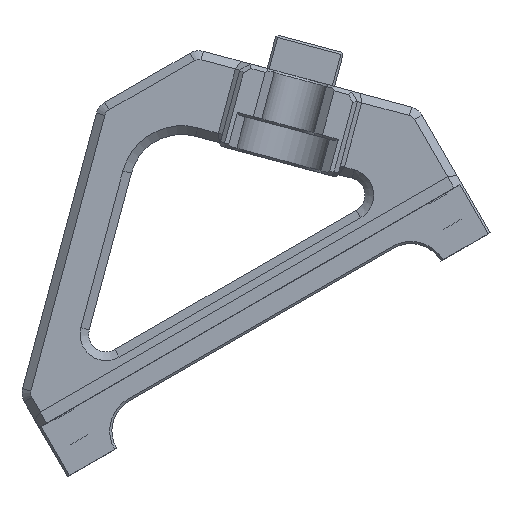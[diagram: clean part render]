
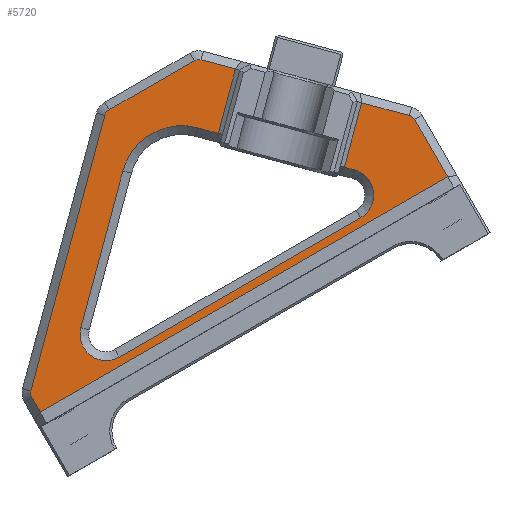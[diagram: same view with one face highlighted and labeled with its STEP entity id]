
A CAD part, left-side view. The second image highlights one B-rep face of the part: STEP entity #5720.
In plain terms, the highlighted face is planar.
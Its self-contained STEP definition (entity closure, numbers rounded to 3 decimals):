
#135=CIRCLE('',#6009,1.);
#138=CIRCLE('',#6015,1.);
#139=CIRCLE('',#6025,3.);
#141=CIRCLE('',#6029,3.);
#143=CIRCLE('',#6033,7.);
#145=CIRCLE('',#6042,1.);
#147=CIRCLE('',#6046,1.);
#370=FACE_OUTER_BOUND('',#706,.T.);
#706=EDGE_LOOP('',(#4187,#4188,#4189,#4190,#4191,#4192,#4193,#4194,#4195,
#4196,#4197,#4198,#4199,#4200,#4201,#4202,#4203,#4204,#4205,#4206));
#1030=LINE('',#8270,#1732);
#1036=LINE('',#8286,#1738);
#1042=LINE('',#8301,#1744);
#1064=LINE('',#8348,#1766);
#1068=LINE('',#8360,#1770);
#1072=LINE('',#8372,#1774);
#1076=LINE('',#8384,#1778);
#1081=LINE('',#8394,#1783);
#1092=LINE('',#8417,#1794);
#1096=LINE('',#8429,#1798);
#1100=LINE('',#8439,#1802);
#1153=LINE('',#8582,#1855);
#1154=LINE('',#8584,#1856);
#1732=VECTOR('',#6594,1000.);
#1738=VECTOR('',#6608,1000.);
#1744=VECTOR('',#6624,1000.);
#1766=VECTOR('',#6660,1000.);
#1770=VECTOR('',#6672,1000.);
#1774=VECTOR('',#6684,1000.);
#1778=VECTOR('',#6696,1000.);
#1783=VECTOR('',#6705,1000.);
#1794=VECTOR('',#6722,1000.);
#1798=VECTOR('',#6734,1000.);
#1802=VECTOR('',#6746,1000.);
#1855=VECTOR('',#6879,1000.);
#1856=VECTOR('',#6882,1000.);
#2414=VERTEX_POINT('',#8259);
#2418=VERTEX_POINT('',#8268);
#2419=VERTEX_POINT('',#8273);
#2421=VERTEX_POINT('',#8279);
#2424=VERTEX_POINT('',#8284);
#2428=VERTEX_POINT('',#8295);
#2442=VERTEX_POINT('',#8337);
#2446=VERTEX_POINT('',#8346);
#2448=VERTEX_POINT('',#8352);
#2450=VERTEX_POINT('',#8358);
#2452=VERTEX_POINT('',#8364);
#2454=VERTEX_POINT('',#8370);
#2456=VERTEX_POINT('',#8376);
#2458=VERTEX_POINT('',#8382);
#2461=VERTEX_POINT('',#8393);
#2466=VERTEX_POINT('',#8406);
#2470=VERTEX_POINT('',#8415);
#2472=VERTEX_POINT('',#8421);
#2474=VERTEX_POINT('',#8427);
#2476=VERTEX_POINT('',#8433);
#2952=EDGE_CURVE('',#2414,#2418,#1030,.T.);
#2955=EDGE_CURVE('',#2418,#2419,#135,.F.);
#2960=EDGE_CURVE('',#2421,#2424,#1036,.T.);
#2966=EDGE_CURVE('',#2428,#2421,#138,.F.);
#2968=EDGE_CURVE('',#2424,#2414,#1042,.T.);
#2990=EDGE_CURVE('',#2442,#2446,#1064,.T.);
#2993=EDGE_CURVE('',#2446,#2448,#139,.T.);
#2996=EDGE_CURVE('',#2448,#2450,#1068,.T.);
#2999=EDGE_CURVE('',#2450,#2452,#141,.T.);
#3002=EDGE_CURVE('',#2452,#2454,#1072,.T.);
#3005=EDGE_CURVE('',#2454,#2456,#143,.T.);
#3008=EDGE_CURVE('',#2456,#2458,#1076,.T.);
#3013=EDGE_CURVE('',#2419,#2461,#1081,.T.);
#3024=EDGE_CURVE('',#2466,#2470,#1092,.T.);
#3027=EDGE_CURVE('',#2470,#2472,#145,.F.);
#3030=EDGE_CURVE('',#2472,#2474,#1096,.T.);
#3033=EDGE_CURVE('',#2474,#2476,#147,.F.);
#3036=EDGE_CURVE('',#2476,#2428,#1100,.T.);
#3107=EDGE_CURVE('',#2461,#2442,#1153,.F.);
#3108=EDGE_CURVE('',#2458,#2466,#1154,.F.);
#4187=ORIENTED_EDGE('',*,*,#2955,.T.);
#4188=ORIENTED_EDGE('',*,*,#3013,.T.);
#4189=ORIENTED_EDGE('',*,*,#3107,.T.);
#4190=ORIENTED_EDGE('',*,*,#2990,.T.);
#4191=ORIENTED_EDGE('',*,*,#2993,.T.);
#4192=ORIENTED_EDGE('',*,*,#2996,.T.);
#4193=ORIENTED_EDGE('',*,*,#2999,.T.);
#4194=ORIENTED_EDGE('',*,*,#3002,.T.);
#4195=ORIENTED_EDGE('',*,*,#3005,.T.);
#4196=ORIENTED_EDGE('',*,*,#3008,.T.);
#4197=ORIENTED_EDGE('',*,*,#3108,.T.);
#4198=ORIENTED_EDGE('',*,*,#3024,.T.);
#4199=ORIENTED_EDGE('',*,*,#3027,.T.);
#4200=ORIENTED_EDGE('',*,*,#3030,.T.);
#4201=ORIENTED_EDGE('',*,*,#3033,.T.);
#4202=ORIENTED_EDGE('',*,*,#3036,.T.);
#4203=ORIENTED_EDGE('',*,*,#2966,.T.);
#4204=ORIENTED_EDGE('',*,*,#2960,.T.);
#4205=ORIENTED_EDGE('',*,*,#2968,.T.);
#4206=ORIENTED_EDGE('',*,*,#2952,.T.);
#5440=PLANE('',#6127);
#5720=ADVANCED_FACE('',(#370),#5440,.F.);
#6009=AXIS2_PLACEMENT_3D('',#8276,#6599,#6600);
#6015=AXIS2_PLACEMENT_3D('',#8298,#6619,#6620);
#6025=AXIS2_PLACEMENT_3D('',#8354,#6665,#6666);
#6029=AXIS2_PLACEMENT_3D('',#8366,#6677,#6678);
#6033=AXIS2_PLACEMENT_3D('',#8378,#6689,#6690);
#6042=AXIS2_PLACEMENT_3D('',#8423,#6727,#6728);
#6046=AXIS2_PLACEMENT_3D('',#8435,#6739,#6740);
#6127=AXIS2_PLACEMENT_3D('',#8698,#7006,#7007);
#6594=DIRECTION('',(0.,0.,1.));
#6599=DIRECTION('center_axis',(0.,1.,0.));
#6600=DIRECTION('ref_axis',(0.,0.,1.));
#6608=DIRECTION('',(0.,0.,-1.));
#6619=DIRECTION('center_axis',(0.,1.,0.));
#6620=DIRECTION('ref_axis',(0.,0.,1.));
#6624=DIRECTION('',(1.,0.,0.));
#6660=DIRECTION('',(0.707,0.,-0.707));
#6665=DIRECTION('center_axis',(0.,1.,0.));
#6666=DIRECTION('ref_axis',(0.,0.,1.));
#6672=DIRECTION('',(-1.,0.,0.));
#6677=DIRECTION('center_axis',(0.,1.,0.));
#6678=DIRECTION('ref_axis',(0.,0.,1.));
#6684=DIRECTION('',(0.707,0.,0.707));
#6689=DIRECTION('center_axis',(0.,1.,0.));
#6690=DIRECTION('ref_axis',(0.,0.,1.));
#6696=DIRECTION('',(0.707,0.,-0.707));
#6705=DIRECTION('',(-0.707,0.,0.707));
#6722=DIRECTION('',(-0.707,0.,0.707));
#6727=DIRECTION('center_axis',(0.,1.,0.));
#6728=DIRECTION('ref_axis',(0.,0.,1.));
#6734=DIRECTION('',(-1.,0.,0.));
#6739=DIRECTION('center_axis',(0.,1.,0.));
#6740=DIRECTION('ref_axis',(0.,0.,1.));
#6746=DIRECTION('',(-0.707,0.,-0.707));
#6879=DIRECTION('',(0.707,0.,0.707));
#6882=DIRECTION('',(-0.707,0.,-0.707));
#7006=DIRECTION('center_axis',(0.,1.,0.));
#7007=DIRECTION('ref_axis',(0.,0.,1.));
#8259=CARTESIAN_POINT('',(51.75,8.75,8.));
#8268=CARTESIAN_POINT('',(51.75,8.75,15.578));
#8270=CARTESIAN_POINT('',(51.75,8.75,0.));
#8273=CARTESIAN_POINT('',(51.457,8.75,16.286));
#8276=CARTESIAN_POINT('Origin',(50.75,8.75,15.578));
#8279=CARTESIAN_POINT('',(-2.25,8.75,9.922));
#8284=CARTESIAN_POINT('',(-2.25,8.75,8.));
#8286=CARTESIAN_POINT('',(-2.25,8.75,0.));
#8295=CARTESIAN_POINT('',(-1.957,8.75,10.629));
#8298=CARTESIAN_POINT('Origin',(-1.25,8.75,9.922));
#8301=CARTESIAN_POINT('',(0.,8.75,8.));
#8337=CARTESIAN_POINT('',(42.04,8.75,14.874));
#8346=CARTESIAN_POINT('',(42.871,8.75,14.043));
#8348=CARTESIAN_POINT('',(42.871,8.75,14.043));
#8352=CARTESIAN_POINT('',(40.75,8.75,8.922));
#8354=CARTESIAN_POINT('Origin',(40.75,8.75,11.922));
#8358=CARTESIAN_POINT('',(8.75,8.75,8.922));
#8360=CARTESIAN_POINT('',(8.75,8.75,8.922));
#8364=CARTESIAN_POINT('',(6.629,8.75,14.043));
#8366=CARTESIAN_POINT('Origin',(8.75,8.75,11.922));
#8370=CARTESIAN_POINT('',(19.8,8.75,27.214));
#8372=CARTESIAN_POINT('',(19.8,8.75,27.214));
#8376=CARTESIAN_POINT('',(29.7,8.75,27.214));
#8378=CARTESIAN_POINT('Origin',(24.75,8.75,22.265));
#8382=CARTESIAN_POINT('',(31.433,8.75,25.481));
#8384=CARTESIAN_POINT('',(31.433,8.75,25.481));
#8393=CARTESIAN_POINT('',(47.454,8.75,20.289));
#8394=CARTESIAN_POINT('',(47.454,8.75,20.289));
#8406=CARTESIAN_POINT('',(36.847,8.75,30.895));
#8415=CARTESIAN_POINT('',(33.958,8.75,33.784));
#8417=CARTESIAN_POINT('',(33.958,8.75,33.784));
#8421=CARTESIAN_POINT('',(33.251,8.75,34.077));
#8423=CARTESIAN_POINT('Origin',(33.251,8.75,33.077));
#8427=CARTESIAN_POINT('',(21.906,8.75,34.077));
#8429=CARTESIAN_POINT('',(21.906,8.75,34.077));
#8433=CARTESIAN_POINT('',(21.198,8.75,33.784));
#8435=CARTESIAN_POINT('Origin',(21.906,8.75,33.077));
#8439=CARTESIAN_POINT('',(-1.957,8.75,10.629));
#8582=CARTESIAN_POINT('',(13.583,8.75,-13.583));
#8584=CARTESIAN_POINT('',(34.726,8.75,28.774));
#8698=CARTESIAN_POINT('Origin',(0.,8.75,0.));
